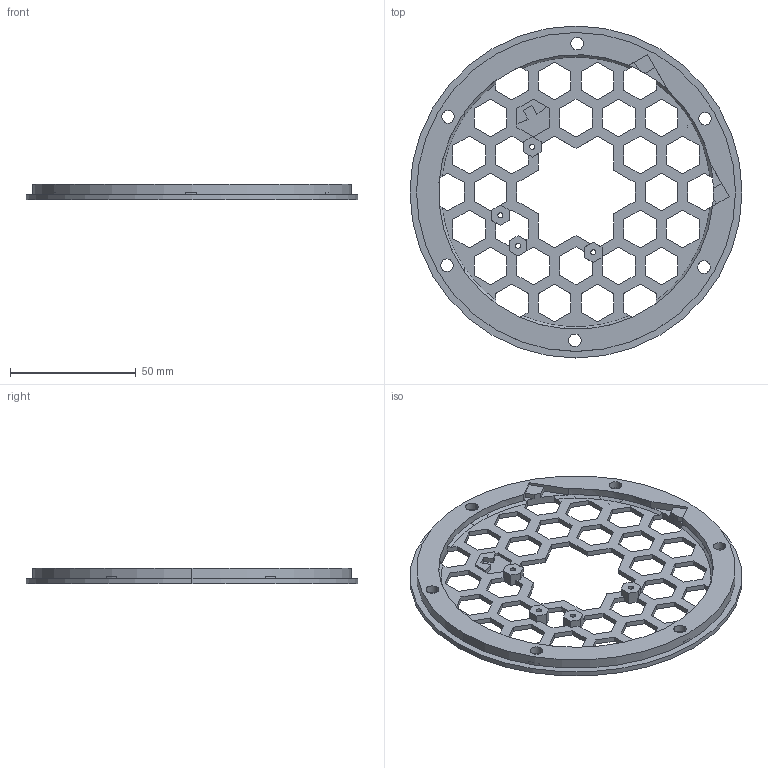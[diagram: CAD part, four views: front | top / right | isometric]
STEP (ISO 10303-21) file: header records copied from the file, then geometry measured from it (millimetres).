
FILE_DESCRIPTION (( 'STEP AP214' ), '1' );
FILE_NAME ('Panning Hex Platform Clamp.STEP', '2021-04-19T14:05:43', ( '' ), ( '' ), 'SwSTEP 2.0', 'SolidWorks 2019', '' );
FILE_SCHEMA (( 'AUTOMOTIVE_DESIGN' ));
Length unit declared in the file: millimetre
Products named in the file (1): Panning Hex Platform Clamp
Bounding box: 132 x 132 x 6 mm (x, y, z)
Volume: 28504.9 mm3; surface area: 24106.8 mm2
Topology: 1 solids, 1 shells, 342 faces, 1013 edges, 672 vertices
Faces by surface type: plane 292, cylinder 31, cone 19
Entity records: 11462 total; most frequent: CARTESIAN_POINT 2079, ORIENTED_EDGE 2026, DIRECTION 1784, EDGE_CURVE 1013, LINE 878, VECTOR 878, VERTEX_POINT 672, AXIS2_PLACEMENT_3D 453
